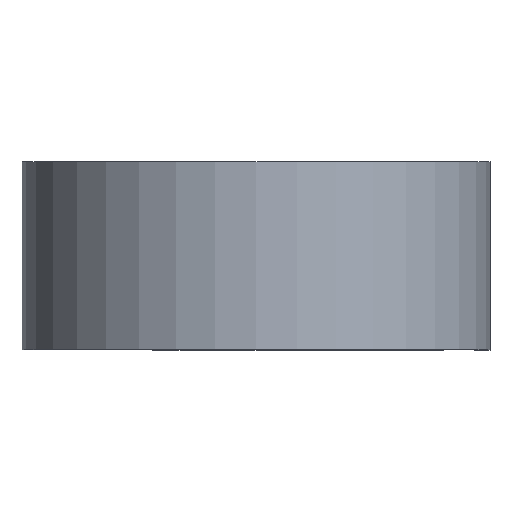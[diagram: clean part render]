
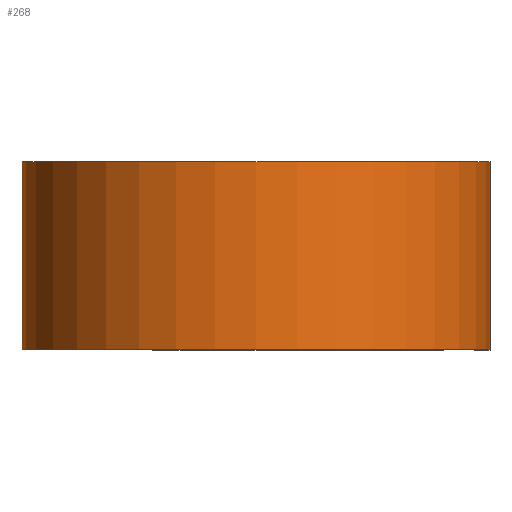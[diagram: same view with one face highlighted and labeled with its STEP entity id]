
A CAD part, top view. The second image highlights one B-rep face of the part: STEP entity #268.
In plain terms, the highlighted cylindrical face has radius 23.749 mm (diameter 47.498 mm), a partial arc.
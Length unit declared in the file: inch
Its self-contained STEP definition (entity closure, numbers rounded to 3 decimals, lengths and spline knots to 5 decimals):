
#26 = DIRECTION ( 'NONE',  ( 1., 0., 0. ) ) ;
#42 = EDGE_CURVE ( 'NONE', #575, #137, #94, .T. ) ;
#71 = CARTESIAN_POINT ( 'NONE',  ( 0., -0.375, 0. ) ) ;
#72 = CARTESIAN_POINT ( 'NONE',  ( 0., 0.375, -0.935 ) ) ;
#73 = DIRECTION ( 'NONE',  ( 0., -1., 0. ) ) ;
#76 = CIRCLE ( 'NONE', #185, 0.935 ) ;
#94 = CIRCLE ( 'NONE', #564, 0.935 ) ;
#115 = ORIENTED_EDGE ( 'NONE', *, *, #345, .T. ) ;
#137 = VERTEX_POINT ( 'NONE', #595 ) ;
#143 = ORIENTED_EDGE ( 'NONE', *, *, #292, .F. ) ;
#145 = VERTEX_POINT ( 'NONE', #284 ) ;
#185 = AXIS2_PLACEMENT_3D ( 'NONE', #71, #484, #26 ) ;
#218 = AXIS2_PLACEMENT_3D ( 'NONE', #287, #297, #282 ) ;
#240 = DIRECTION ( 'NONE',  ( 0., -1., 0. ) ) ;
#242 = CARTESIAN_POINT ( 'NONE',  ( 0.935, 0.375, 0. ) ) ;
#268 = ADVANCED_FACE ( 'NONE', ( #401 ), #361, .T. ) ;
#282 = DIRECTION ( 'NONE',  ( 0., 0., -1. ) ) ;
#284 = CARTESIAN_POINT ( 'NONE',  ( 0., -0.375, -0.935 ) ) ;
#286 = DIRECTION ( 'NONE',  ( 1., 0., 0. ) ) ;
#287 = CARTESIAN_POINT ( 'NONE',  ( 0., 0.375, 0. ) ) ;
#292 = EDGE_CURVE ( 'NONE', #137, #628, #377, .T. ) ;
#297 = DIRECTION ( 'NONE',  ( 0., -1., 0. ) ) ;
#319 = VECTOR ( 'NONE', #73, 39.37008 ) ;
#321 = LINE ( 'NONE', #72, #319 ) ;
#345 = EDGE_CURVE ( 'NONE', #575, #145, #321, .T. ) ;
#360 = VECTOR ( 'NONE', #240, 39.37008 ) ;
#361 = CYLINDRICAL_SURFACE ( 'NONE', #218, 0.935 ) ;
#362 = CARTESIAN_POINT ( 'NONE',  ( 0.935, -0.375, 0. ) ) ;
#377 = LINE ( 'NONE', #242, #360 ) ;
#401 = FACE_OUTER_BOUND ( 'NONE', #491, .T. ) ;
#461 = ORIENTED_EDGE ( 'NONE', *, *, #42, .F. ) ;
#478 = CARTESIAN_POINT ( 'NONE',  ( 0., 0.375, -0.935 ) ) ;
#484 = DIRECTION ( 'NONE',  ( 0., 1., 0. ) ) ;
#491 = EDGE_LOOP ( 'NONE', ( #583, #143, #461, #115 ) ) ;
#519 = DIRECTION ( 'NONE',  ( 0., 1., 0. ) ) ;
#563 = EDGE_CURVE ( 'NONE', #145, #628, #76, .T. ) ;
#564 = AXIS2_PLACEMENT_3D ( 'NONE', #604, #519, #286 ) ;
#575 = VERTEX_POINT ( 'NONE', #478 ) ;
#583 = ORIENTED_EDGE ( 'NONE', *, *, #563, .T. ) ;
#595 = CARTESIAN_POINT ( 'NONE',  ( 0.935, 0.375, 0. ) ) ;
#604 = CARTESIAN_POINT ( 'NONE',  ( 0., 0.375, 0. ) ) ;
#628 = VERTEX_POINT ( 'NONE', #362 ) ;
